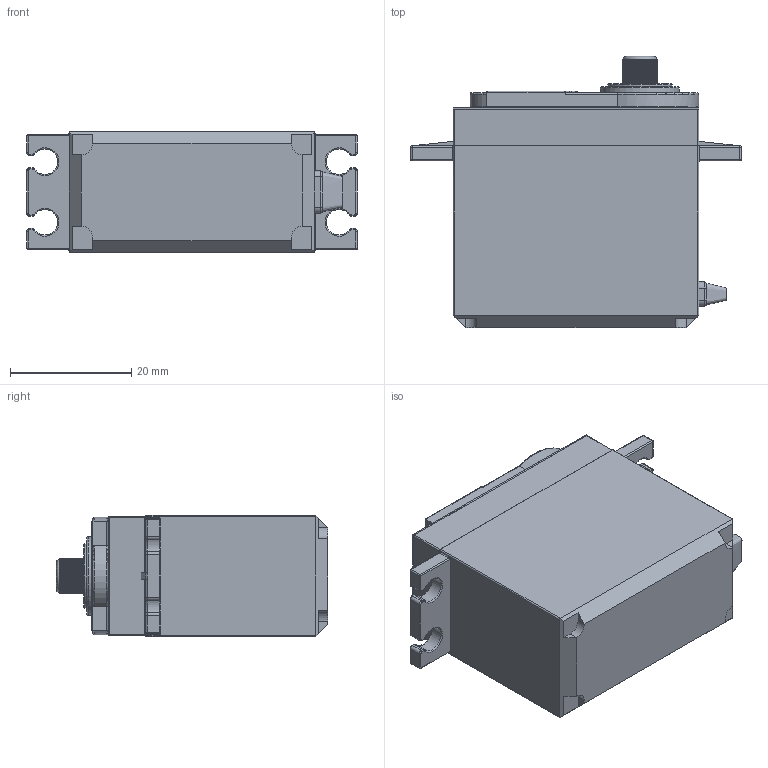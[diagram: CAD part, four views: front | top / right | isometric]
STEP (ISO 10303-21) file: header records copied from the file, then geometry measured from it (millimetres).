
FILE_DESCRIPTION(/* description */ (''),/* implementation_level */ '2;1');
FILE_NAME(/* name */ 'model.step',/* time_stamp */ '2024-08-07T12:13:06-07:00',/* author */ (''),/* organization */ (''),/* preprocessor_version */ 'ST-DEVELOPER v20',/* originating_system */ 'Autodesk Translation Framework v13.14.0.145',/* authorisation */ '');
FILE_SCHEMA (('AUTOMOTIVE_DESIGN { 1 0 10303 214 3 1 1 }'));
Length unit declared in the file: millimetre
Products named in the file (1): Servo Futaba S3003
Bounding box: 54.5 x 44.7 x 20 mm (x, y, z)
Volume: 31056.5 mm3; surface area: 8764.3 mm2
Topology: 3 solids, 3 shells, 551 faces, 1344 edges, 805 vertices
Faces by surface type: plane 299, cylinder 177, torus 57, bspline 12, sphere 6
Full cylindrical faces by diameter (mm): 2.5 x1, 6 x2, 10.6 x1, 13 x1
Entity records: 16968 total; most frequent: CARTESIAN_POINT 3770, DIRECTION 2897, ORIENTED_EDGE 2684, EDGE_CURVE 1342, AXIS2_PLACEMENT_3D 1043, LINE 811, VECTOR 811, VERTEX_POINT 805
